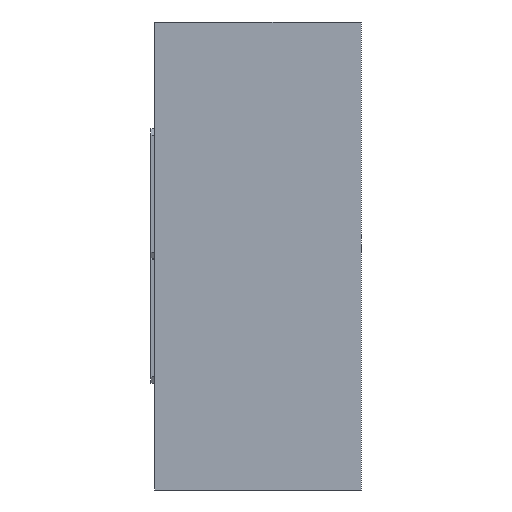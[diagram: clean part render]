
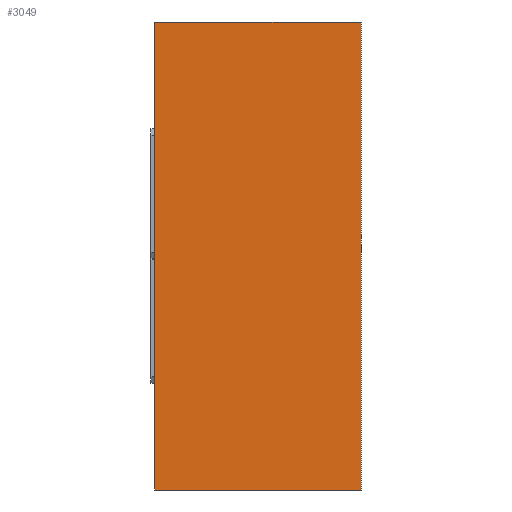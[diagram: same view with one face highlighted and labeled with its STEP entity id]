
A CAD part, left-side view. The second image highlights one B-rep face of the part: STEP entity #3049.
In plain terms, the highlighted planar face has unit normal (-1, 0, 0).
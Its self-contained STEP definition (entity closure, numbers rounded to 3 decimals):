
#25 = VERTEX_POINT ( 'NONE', #7753 ) ;
#531 = DIRECTION ( 'NONE',  ( 0., 0., 1. ) ) ;
#1141 = LINE ( 'NONE', #1423, #2052 ) ;
#1423 = CARTESIAN_POINT ( 'NONE',  ( -30., 26.5, -125.592 ) ) ;
#1477 = VERTEX_POINT ( 'NONE', #2747 ) ;
#1663 = LINE ( 'NONE', #8183, #6569 ) ;
#1729 = FACE_OUTER_BOUND ( 'NONE', #8249, .T. ) ;
#1956 = ORIENTED_EDGE ( 'NONE', *, *, #8370, .F. ) ;
#2052 = VECTOR ( 'NONE', #531, 1000. ) ;
#2264 = ORIENTED_EDGE ( 'NONE', *, *, #7896, .T. ) ;
#2330 = CARTESIAN_POINT ( 'NONE',  ( -30., 0., -125.592 ) ) ;
#2736 = DIRECTION ( 'NONE',  ( -1., 0., 0. ) ) ;
#2747 = CARTESIAN_POINT ( 'NONE',  ( -30., 0., -60. ) ) ;
#2823 = AXIS2_PLACEMENT_3D ( 'NONE', #2330, #2736, #4865 ) ;
#2977 = LINE ( 'NONE', #10021, #7243 ) ;
#3049 = ADVANCED_FACE ( 'NONE', ( #1729 ), #8260, .T. ) ;
#3469 = LINE ( 'NONE', #6049, #3708 ) ;
#3708 = VECTOR ( 'NONE', #6001, 1000. ) ;
#4279 = CARTESIAN_POINT ( 'NONE',  ( -30., 26.5, -60. ) ) ;
#4404 = ORIENTED_EDGE ( 'NONE', *, *, #7583, .F. ) ;
#4755 = CARTESIAN_POINT ( 'NONE',  ( -30., 0., 0. ) ) ;
#4865 = DIRECTION ( 'NONE',  ( 0., 0., 1. ) ) ;
#6001 = DIRECTION ( 'NONE',  ( 0., 0., 1. ) ) ;
#6049 = CARTESIAN_POINT ( 'NONE',  ( -30., 0., -125.592 ) ) ;
#6569 = VECTOR ( 'NONE', #8087, 1000. ) ;
#7243 = VECTOR ( 'NONE', #9605, 1000. ) ;
#7583 = EDGE_CURVE ( 'NONE', #25, #8047, #2977, .T. ) ;
#7703 = EDGE_CURVE ( 'NONE', #1477, #8746, #1663, .T. ) ;
#7753 = CARTESIAN_POINT ( 'NONE',  ( -30., 26.5, 0. ) ) ;
#7896 = EDGE_CURVE ( 'NONE', #1477, #8047, #3469, .T. ) ;
#8047 = VERTEX_POINT ( 'NONE', #4755 ) ;
#8087 = DIRECTION ( 'NONE',  ( 0., 1., 0. ) ) ;
#8183 = CARTESIAN_POINT ( 'NONE',  ( -30., 0., -60. ) ) ;
#8249 = EDGE_LOOP ( 'NONE', ( #10539, #2264, #4404, #1956 ) ) ;
#8260 = PLANE ( 'NONE',  #2823 ) ;
#8370 = EDGE_CURVE ( 'NONE', #8746, #25, #1141, .T. ) ;
#8746 = VERTEX_POINT ( 'NONE', #4279 ) ;
#9605 = DIRECTION ( 'NONE',  ( 0., -1., 0. ) ) ;
#10021 = CARTESIAN_POINT ( 'NONE',  ( -30., 0., 0. ) ) ;
#10539 = ORIENTED_EDGE ( 'NONE', *, *, #7703, .F. ) ;
